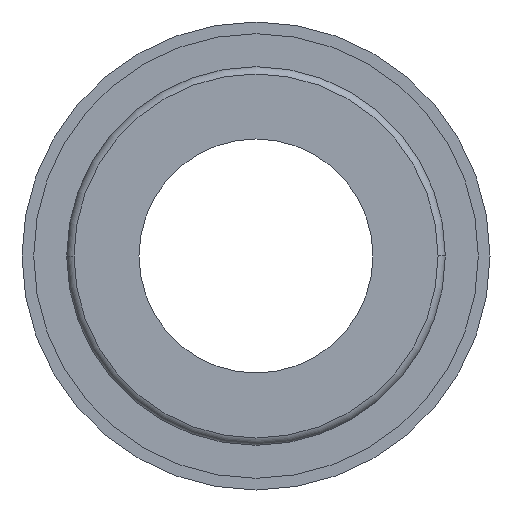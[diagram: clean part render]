
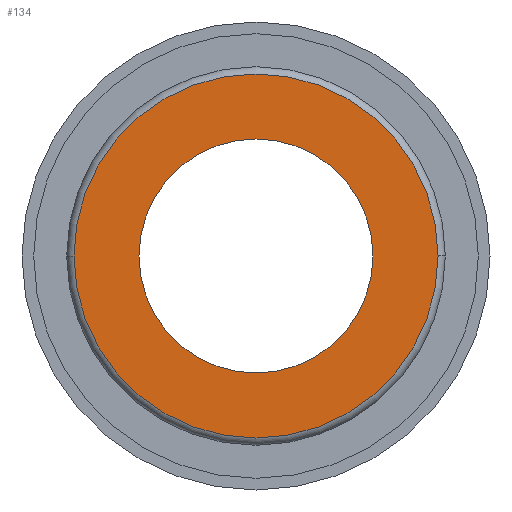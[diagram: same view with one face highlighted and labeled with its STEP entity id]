
A CAD part, front view. The second image highlights one B-rep face of the part: STEP entity #134.
In plain terms, the highlighted planar face has unit normal (0, -1, 0).
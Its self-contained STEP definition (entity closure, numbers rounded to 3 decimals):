
#134=ADVANCED_FACE('',(#278,#279),#280,.T.);
#278=FACE_BOUND('',#425,.T.);
#279=FACE_OUTER_BOUND('',#426,.T.);
#280=PLANE('',#427);
#425=EDGE_LOOP('',(#732,#733));
#426=EDGE_LOOP('',(#734,#735));
#427=AXIS2_PLACEMENT_3D('',#736,#737,#738);
#732=ORIENTED_EDGE('',*,*,#941,.T.);
#733=ORIENTED_EDGE('',*,*,#858,.T.);
#734=ORIENTED_EDGE('',*,*,#921,.T.);
#735=ORIENTED_EDGE('',*,*,#942,.T.);
#736=CARTESIAN_POINT('',(0.0,0.0,0.0));
#737=DIRECTION('',(0.0,-1.0,0.0));
#738=DIRECTION('',(-1.0,0.0,0.0));
#858=EDGE_CURVE('',#1017,#1021,#1023,.T.);
#921=EDGE_CURVE('',#1107,#1109,#1111,.T.);
#941=EDGE_CURVE('',#1021,#1017,#1133,.T.);
#942=EDGE_CURVE('',#1109,#1107,#1134,.T.);
#1017=VERTEX_POINT('',#1217);
#1021=VERTEX_POINT('',#1222);
#1023=CIRCLE('',#1225,4.5);
#1107=VERTEX_POINT('',#1323);
#1109=VERTEX_POINT('',#1326);
#1111=CIRCLE('',#1329,7.0);
#1133=CIRCLE('',#1355,4.5);
#1134=CIRCLE('',#1356,7.0);
#1217=CARTESIAN_POINT('',(4.5,0.0,0.));
#1222=CARTESIAN_POINT('',(-4.5,0.0,0.));
#1225=AXIS2_PLACEMENT_3D('',#1440,#1441,#1442);
#1323=CARTESIAN_POINT('',(7.0,0.0,0.0));
#1326=CARTESIAN_POINT('',(-7.0,0.0,0.));
#1329=AXIS2_PLACEMENT_3D('',#1546,#1547,#1548);
#1355=AXIS2_PLACEMENT_3D('',#1571,#1572,#1573);
#1356=AXIS2_PLACEMENT_3D('',#1574,#1575,#1576);
#1440=CARTESIAN_POINT('',(0.0,0.0,0.0));
#1441=DIRECTION('',(-0.0,1.0,0.0));
#1442=DIRECTION('',(1.0,0.0,0.0));
#1546=CARTESIAN_POINT('',(0.0,0.0,0.0));
#1547=DIRECTION('',(0.0,-1.0,0.0));
#1548=DIRECTION('',(1.0,0.0,0.0));
#1571=CARTESIAN_POINT('',(0.0,0.0,0.0));
#1572=DIRECTION('',(-0.0,1.0,0.0));
#1573=DIRECTION('',(1.0,0.0,0.0));
#1574=CARTESIAN_POINT('',(0.0,0.0,0.0));
#1575=DIRECTION('',(0.0,-1.0,0.0));
#1576=DIRECTION('',(1.0,0.0,0.0));
